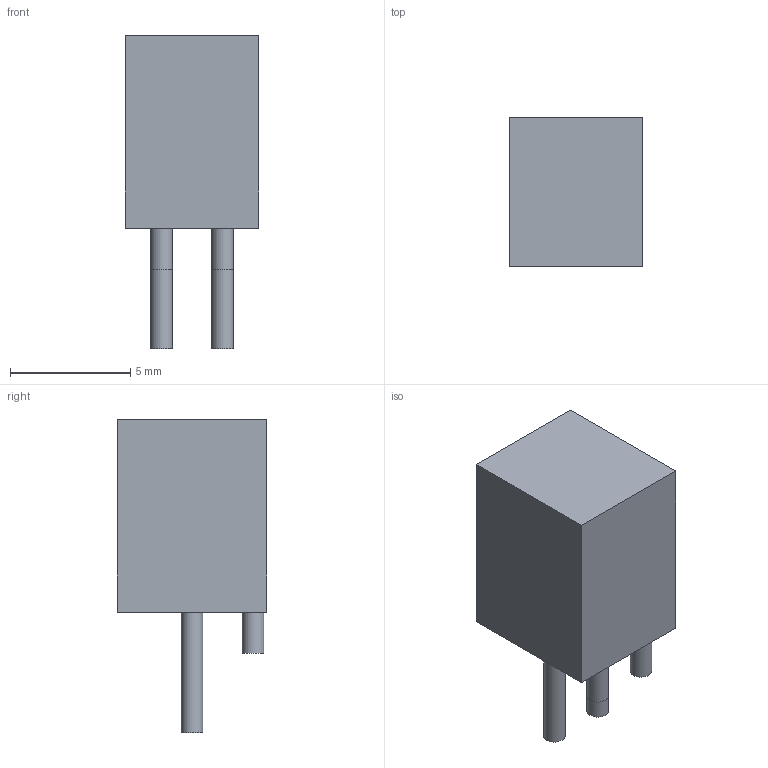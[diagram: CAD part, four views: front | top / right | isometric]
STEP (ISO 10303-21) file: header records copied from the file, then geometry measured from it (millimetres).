
FILE_DESCRIPTION(('FreeCAD Model'),'2;1');
FILE_NAME('246260.1.2.stp','2018-10-16T16:06:55',( 'Author'),(''),'Open CASCADE STEP processor 6.8','FreeCAD','Unknown' );
FILE_SCHEMA(('AUTOMOTIVE_DESIGN_CC2 { 1 2 10303 214 -1 1 5 4 }'));
Length unit declared in the file: millimetre
Products named in the file (5): ASSEMBLY; Body; Leads; lug3; lug4
Assembly tree (7 placements, depth 2):
  ASSEMBLY
    Body
    Leads  x4
    lug3
    lug4
Bounding box: 5.54 x 6.2 x 13 mm (x, y, z)
Volume: 302.4 mm3; surface area: 392 mm2
Topology: 11 solids, 11 shells, 36 faces, 42 edges, 28 vertices
Faces by surface type: plane 26, cylinder 10
Full cylindrical faces by diameter (mm): 0.9 x10
Entity records: 837 total; most frequent: DIRECTION 132, CARTESIAN_POINT 114, LINE 56, VECTOR 56, ORIENTED_EDGE 48, PCURVE 48, DEFINITIONAL_REPRESENTATION 48, AXIS2_PLACEMENT_3D 34
